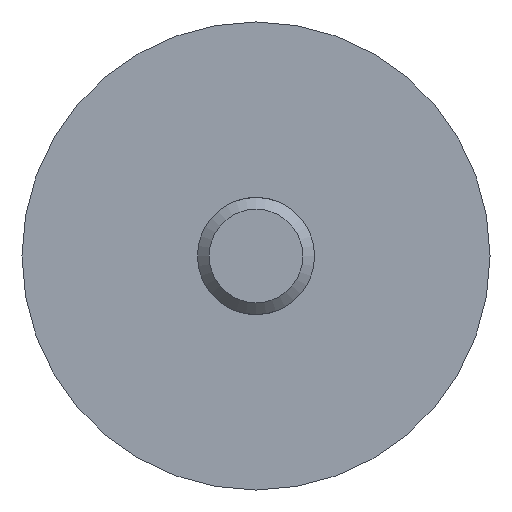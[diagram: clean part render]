
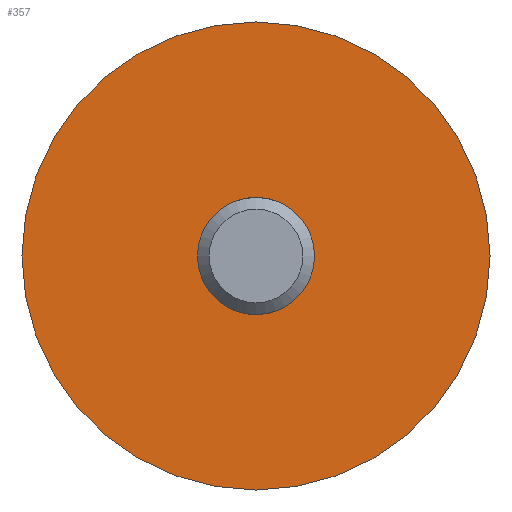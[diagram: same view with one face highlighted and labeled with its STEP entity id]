
A CAD part, front view. The second image highlights one B-rep face of the part: STEP entity #357.
In plain terms, the highlighted planar face has unit normal (0, -1, 0).
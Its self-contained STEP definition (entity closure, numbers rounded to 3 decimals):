
#90=FACE_BOUND('',#124,.T.);
#98=FACE_OUTER_BOUND('',#123,.T.);
#123=EDGE_LOOP('',(#263));
#124=EDGE_LOOP('',(#264));
#142=CIRCLE('',#392,1.);
#144=CIRCLE('',#397,4.);
#160=VERTEX_POINT('',#658);
#163=VERTEX_POINT('',#759);
#196=EDGE_CURVE('',#160,#160,#142,.F.);
#201=EDGE_CURVE('',#163,#163,#144,.T.);
#263=ORIENTED_EDGE('',*,*,#201,.F.);
#264=ORIENTED_EDGE('',*,*,#196,.F.);
#342=PLANE('',#396);
#357=ADVANCED_FACE('',(#98,#90),#342,.T.);
#392=AXIS2_PLACEMENT_3D('',#660,#438,#439);
#396=AXIS2_PLACEMENT_3D('',#758,#448,#449);
#397=AXIS2_PLACEMENT_3D('',#760,#450,#451);
#438=DIRECTION('center_axis',(0.,1.,0.));
#439=DIRECTION('ref_axis',(1.,0.,0.));
#448=DIRECTION('center_axis',(0.,-1.,0.));
#449=DIRECTION('ref_axis',(1.,0.,0.));
#450=DIRECTION('center_axis',(0.,1.,0.));
#451=DIRECTION('ref_axis',(1.,0.,0.));
#658=CARTESIAN_POINT('',(-1.,-0.5,0.));
#660=CARTESIAN_POINT('Origin',(0.,-0.5,0.));
#758=CARTESIAN_POINT('Origin',(0.,-0.5,0.));
#759=CARTESIAN_POINT('',(-4.,-0.5,0.));
#760=CARTESIAN_POINT('Origin',(0.,-0.5,0.));
